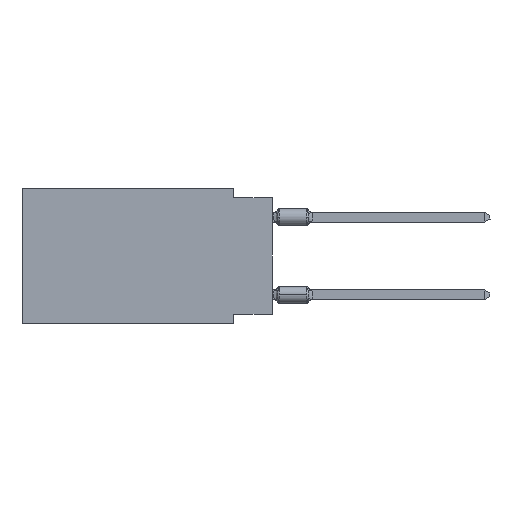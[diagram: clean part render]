
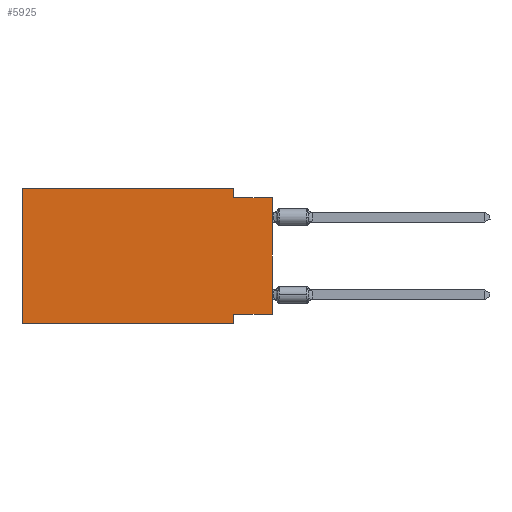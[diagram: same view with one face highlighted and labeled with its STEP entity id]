
A CAD part, left-side view. The second image highlights one B-rep face of the part: STEP entity #5925.
In plain terms, the highlighted planar face has unit normal (-1, 0, 0).
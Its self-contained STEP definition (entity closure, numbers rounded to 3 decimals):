
#440 = ORIENTED_EDGE ( 'NONE', *, *, #9910, .T. ) ;
#1261 = ORIENTED_EDGE ( 'NONE', *, *, #46395, .F. ) ;
#2827 = VERTEX_POINT ( 'NONE', #35134 ) ;
#3307 = CARTESIAN_POINT ( 'NONE',  ( 0., 16.383, 0. ) ) ;
#3952 = VECTOR ( 'NONE', #50791, 1000. ) ;
#5620 = VERTEX_POINT ( 'NONE', #13692 ) ;
#5925 = ADVANCED_FACE ( 'NONE', ( #23064 ), #49931, .F. ) ;
#6195 = DIRECTION ( 'NONE',  ( 0., 1., 0. ) ) ;
#7528 = VERTEX_POINT ( 'NONE', #14155 ) ;
#7716 = VECTOR ( 'NONE', #6195, 1000. ) ;
#7981 = LINE ( 'NONE', #21552, #43630 ) ;
#9208 = CARTESIAN_POINT ( 'NONE',  ( 0., 16.383, 0. ) ) ;
#9316 = DIRECTION ( 'NONE',  ( 0., -1., 0. ) ) ;
#9724 = LINE ( 'NONE', #41296, #10925 ) ;
#9910 = EDGE_CURVE ( 'NONE', #29679, #7528, #9724, .T. ) ;
#10834 = CARTESIAN_POINT ( 'NONE',  ( 0., 0., -0.635 ) ) ;
#10925 = VECTOR ( 'NONE', #51012, 1000. ) ;
#12999 = DIRECTION ( 'NONE',  ( 0., 0., -1. ) ) ;
#13435 = LINE ( 'NONE', #31423, #21342 ) ;
#13613 = LINE ( 'NONE', #9208, #3952 ) ;
#13692 = CARTESIAN_POINT ( 'NONE',  ( 0., 0., -0.635 ) ) ;
#14155 = CARTESIAN_POINT ( 'NONE',  ( 0., 2.54, -8.89 ) ) ;
#14506 = EDGE_LOOP ( 'NONE', ( #21599, #17488, #17848, #26375, #1261, #440, #53190, #38223 ) ) ;
#15803 = VERTEX_POINT ( 'NONE', #3307 ) ;
#16132 = LINE ( 'NONE', #34135, #16729 ) ;
#16729 = VECTOR ( 'NONE', #25277, 1000. ) ;
#17488 = ORIENTED_EDGE ( 'NONE', *, *, #47670, .F. ) ;
#17848 = ORIENTED_EDGE ( 'NONE', *, *, #28821, .F. ) ;
#18123 = AXIS2_PLACEMENT_3D ( 'NONE', #27780, #41076, #49640 ) ;
#20861 = VERTEX_POINT ( 'NONE', #22532 ) ;
#21342 = VECTOR ( 'NONE', #9316, 1000. ) ;
#21552 = CARTESIAN_POINT ( 'NONE',  ( 0., 2.54, -8.89 ) ) ;
#21599 = ORIENTED_EDGE ( 'NONE', *, *, #29813, .T. ) ;
#22532 = CARTESIAN_POINT ( 'NONE',  ( 0., 2.54, 0. ) ) ;
#23064 = FACE_OUTER_BOUND ( 'NONE', #14506, .T. ) ;
#25277 = DIRECTION ( 'NONE',  ( 0., 0., -1. ) ) ;
#26040 = EDGE_CURVE ( 'NONE', #40383, #2827, #32477, .T. ) ;
#26375 = ORIENTED_EDGE ( 'NONE', *, *, #53906, .F. ) ;
#27780 = CARTESIAN_POINT ( 'NONE',  ( 0., 16.383, 0. ) ) ;
#28539 = VECTOR ( 'NONE', #28822, 1000. ) ;
#28622 = CARTESIAN_POINT ( 'NONE',  ( 0., 0., -8.255 ) ) ;
#28821 = EDGE_CURVE ( 'NONE', #20861, #29455, #16132, .T. ) ;
#28822 = DIRECTION ( 'NONE',  ( 0., -1., 0. ) ) ;
#29010 = DIRECTION ( 'NONE',  ( 0., 0., 1. ) ) ;
#29455 = VERTEX_POINT ( 'NONE', #39954 ) ;
#29679 = VERTEX_POINT ( 'NONE', #52798 ) ;
#29813 = EDGE_CURVE ( 'NONE', #40383, #5620, #35095, .T. ) ;
#31423 = CARTESIAN_POINT ( 'NONE',  ( 0., 16.383, 0. ) ) ;
#32477 = LINE ( 'NONE', #28622, #7716 ) ;
#34135 = CARTESIAN_POINT ( 'NONE',  ( 0., 2.54, 0. ) ) ;
#35095 = LINE ( 'NONE', #44531, #39477 ) ;
#35134 = CARTESIAN_POINT ( 'NONE',  ( 0., 2.54, -8.255 ) ) ;
#38223 = ORIENTED_EDGE ( 'NONE', *, *, #26040, .F. ) ;
#39477 = VECTOR ( 'NONE', #29010, 1000. ) ;
#39954 = CARTESIAN_POINT ( 'NONE',  ( 0., 2.54, -0.635 ) ) ;
#40383 = VERTEX_POINT ( 'NONE', #53299 ) ;
#41076 = DIRECTION ( 'NONE',  ( 1., 0., 0. ) ) ;
#41296 = CARTESIAN_POINT ( 'NONE',  ( 0., 16.383, -8.89 ) ) ;
#43630 = VECTOR ( 'NONE', #12999, 1000. ) ;
#44531 = CARTESIAN_POINT ( 'NONE',  ( 0., 0., 0. ) ) ;
#46395 = EDGE_CURVE ( 'NONE', #29679, #15803, #13613, .T. ) ;
#47670 = EDGE_CURVE ( 'NONE', #29455, #5620, #51255, .T. ) ;
#49640 = DIRECTION ( 'NONE',  ( 0., 0., -1. ) ) ;
#49931 = PLANE ( 'NONE',  #18123 ) ;
#50791 = DIRECTION ( 'NONE',  ( 0., 0., 1. ) ) ;
#51012 = DIRECTION ( 'NONE',  ( 0., -1., 0. ) ) ;
#51255 = LINE ( 'NONE', #10834, #28539 ) ;
#52798 = CARTESIAN_POINT ( 'NONE',  ( 0., 16.383, -8.89 ) ) ;
#53190 = ORIENTED_EDGE ( 'NONE', *, *, #55273, .F. ) ;
#53299 = CARTESIAN_POINT ( 'NONE',  ( 0., 0., -8.255 ) ) ;
#53906 = EDGE_CURVE ( 'NONE', #15803, #20861, #13435, .T. ) ;
#55273 = EDGE_CURVE ( 'NONE', #2827, #7528, #7981, .T. ) ;
